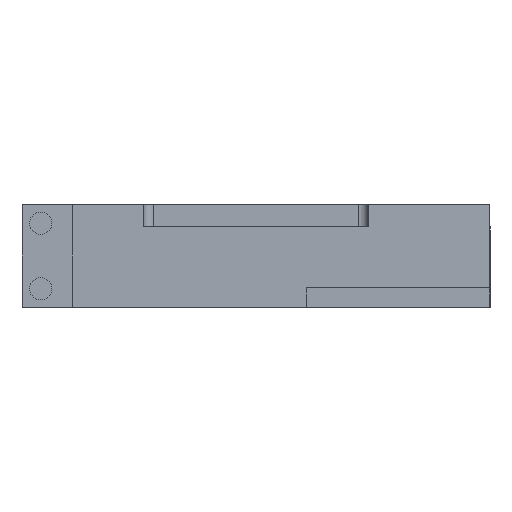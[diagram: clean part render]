
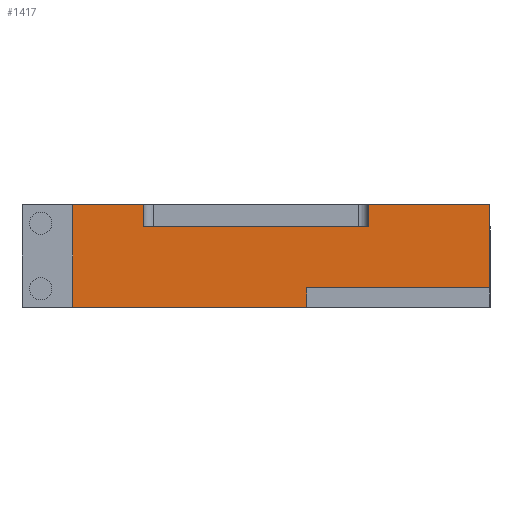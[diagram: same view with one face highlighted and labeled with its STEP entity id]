
A CAD part, left-side view. The second image highlights one B-rep face of the part: STEP entity #1417.
In plain terms, the highlighted planar face has unit normal (-1, 0, 0).
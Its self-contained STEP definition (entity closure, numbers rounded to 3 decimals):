
#83=PLANE('',#1567);
#163=FACE_OUTER_BOUND('',#260,.T.);
#260=EDGE_LOOP('',(#1300,#1301,#1302,#1303,#1304,#1305,#1306,#1307,#1308,
#1309));
#297=LINE('',#2099,#436);
#298=LINE('',#2102,#437);
#309=LINE('',#2123,#448);
#312=LINE('',#2141,#451);
#320=LINE('',#2155,#459);
#369=LINE('',#2300,#508);
#373=LINE('',#2311,#512);
#383=LINE('',#2344,#522);
#386=LINE('',#2349,#525);
#387=LINE('',#2351,#526);
#436=VECTOR('',#1688,10.);
#437=VECTOR('',#1691,10.);
#448=VECTOR('',#1704,10.);
#451=VECTOR('',#1725,10.);
#459=VECTOR('',#1737,10.);
#508=VECTOR('',#1892,10.);
#512=VECTOR('',#1900,10.);
#522=VECTOR('',#1930,10.);
#525=VECTOR('',#1935,10.);
#526=VECTOR('',#1938,10.);
#632=VERTEX_POINT('',#2093);
#634=VERTEX_POINT('',#2097);
#635=VERTEX_POINT('',#2101);
#644=VERTEX_POINT('',#2121);
#649=VERTEX_POINT('',#2139);
#650=VERTEX_POINT('',#2140);
#697=VERTEX_POINT('',#2299);
#702=VERTEX_POINT('',#2309);
#715=VERTEX_POINT('',#2343);
#716=VERTEX_POINT('',#2347);
#779=EDGE_CURVE('',#632,#634,#297,.T.);
#780=EDGE_CURVE('',#634,#635,#298,.T.);
#791=EDGE_CURVE('',#635,#644,#309,.T.);
#798=EDGE_CURVE('',#649,#650,#312,.T.);
#806=EDGE_CURVE('',#650,#632,#320,.T.);
#877=EDGE_CURVE('',#649,#697,#369,.T.);
#883=EDGE_CURVE('',#702,#644,#373,.T.);
#899=EDGE_CURVE('',#715,#697,#383,.T.);
#902=EDGE_CURVE('',#702,#716,#386,.T.);
#903=EDGE_CURVE('',#716,#715,#387,.T.);
#1300=ORIENTED_EDGE('',*,*,#780,.T.);
#1301=ORIENTED_EDGE('',*,*,#791,.T.);
#1302=ORIENTED_EDGE('',*,*,#883,.F.);
#1303=ORIENTED_EDGE('',*,*,#902,.T.);
#1304=ORIENTED_EDGE('',*,*,#903,.T.);
#1305=ORIENTED_EDGE('',*,*,#899,.T.);
#1306=ORIENTED_EDGE('',*,*,#877,.F.);
#1307=ORIENTED_EDGE('',*,*,#798,.T.);
#1308=ORIENTED_EDGE('',*,*,#806,.T.);
#1309=ORIENTED_EDGE('',*,*,#779,.T.);
#1417=ADVANCED_FACE('',(#163),#83,.T.);
#1567=AXIS2_PLACEMENT_3D('',#2386,#1979,#1980);
#1688=DIRECTION('',(0.,0.,1.));
#1691=DIRECTION('',(0.,-1.,0.));
#1704=DIRECTION('',(0.,0.,1.));
#1725=DIRECTION('',(0.,0.,-1.));
#1737=DIRECTION('',(0.,-1.,0.));
#1892=DIRECTION('',(0.,-1.,0.));
#1900=DIRECTION('',(0.,-1.,0.));
#1930=DIRECTION('',(0.,0.,1.));
#1935=DIRECTION('',(0.,0.,-1.));
#1938=DIRECTION('',(0.,1.,0.));
#1979=DIRECTION('center_axis',(-1.,0.,0.));
#1980=DIRECTION('ref_axis',(0.,-1.,0.));
#2093=CARTESIAN_POINT('',(0.,98.,0.));
#2097=CARTESIAN_POINT('',(0.,98.,10.5));
#2099=CARTESIAN_POINT('',(0.,98.,0.));
#2101=CARTESIAN_POINT('',(0.,0.,10.5));
#2102=CARTESIAN_POINT('',(0.,149.5,10.5));
#2121=CARTESIAN_POINT('',(0.,0.,55.));
#2123=CARTESIAN_POINT('',(0.,0.,0.));
#2139=CARTESIAN_POINT('',(0.,223.,55.));
#2140=CARTESIAN_POINT('',(0.,223.,0.));
#2141=CARTESIAN_POINT('',(0.,223.,27.5));
#2155=CARTESIAN_POINT('',(0.,250.,0.));
#2299=CARTESIAN_POINT('',(0.,185.,55.));
#2300=CARTESIAN_POINT('',(0.,250.,55.));
#2309=CARTESIAN_POINT('',(0.,65.,55.));
#2311=CARTESIAN_POINT('',(0.,250.,55.));
#2343=CARTESIAN_POINT('',(0.,185.,43.));
#2344=CARTESIAN_POINT('',(0.,185.,27.5));
#2347=CARTESIAN_POINT('',(0.,65.,43.));
#2349=CARTESIAN_POINT('',(0.,65.,27.5));
#2351=CARTESIAN_POINT('',(0.,187.5,43.));
#2386=CARTESIAN_POINT('Origin',(0.,250.,0.));
